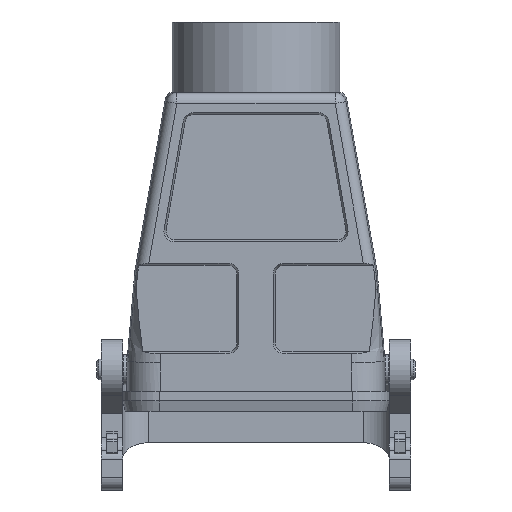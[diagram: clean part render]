
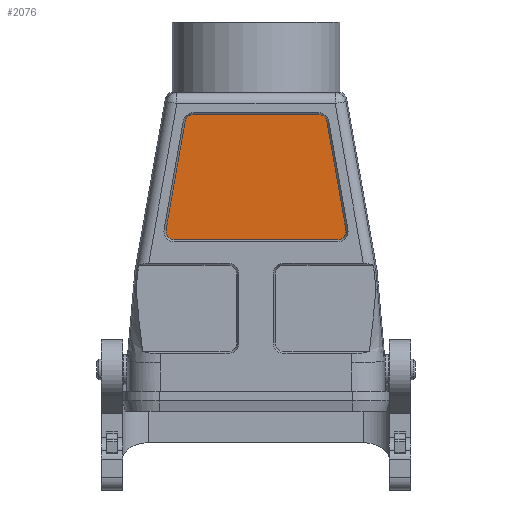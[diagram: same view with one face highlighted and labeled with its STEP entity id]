
A CAD part, front view. The second image highlights one B-rep face of the part: STEP entity #2076.
In plain terms, the highlighted planar face has unit normal (0, -1, 0).
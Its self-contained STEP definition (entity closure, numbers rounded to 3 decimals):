
#1602=CIRCLE('',#9597,1.945);
#1603=CIRCLE('',#9598,1.945);
#1604=CIRCLE('',#9599,1.945);
#1605=CIRCLE('',#9600,1.945);
#1785=PLANE('',#9601);
#2076=ADVANCED_FACE('',(#2634),#1785,.T.);
#2634=FACE_OUTER_BOUND('',#3053,.T.);
#3053=EDGE_LOOP('',(#4049,#4050,#4051,#4052,#4053,#4054,#4055,#4056));
#4049=ORIENTED_EDGE('',*,*,#6997,.T.);
#4050=ORIENTED_EDGE('',*,*,#6998,.F.);
#4051=ORIENTED_EDGE('',*,*,#6999,.F.);
#4052=ORIENTED_EDGE('',*,*,#7000,.F.);
#4053=ORIENTED_EDGE('',*,*,#7001,.F.);
#4054=ORIENTED_EDGE('',*,*,#7002,.F.);
#4055=ORIENTED_EDGE('',*,*,#7003,.T.);
#4056=ORIENTED_EDGE('',*,*,#7004,.T.);
#6217=VERTEX_POINT('',#13292);
#6218=VERTEX_POINT('',#13293);
#6219=VERTEX_POINT('',#13295);
#6220=VERTEX_POINT('',#13297);
#6221=VERTEX_POINT('',#13299);
#6222=VERTEX_POINT('',#13301);
#6223=VERTEX_POINT('',#13303);
#6224=VERTEX_POINT('',#13305);
#6997=EDGE_CURVE('',#6217,#6218,#7983,.T.);
#6998=EDGE_CURVE('',#6219,#6218,#1602,.T.);
#6999=EDGE_CURVE('',#6220,#6219,#7984,.T.);
#7000=EDGE_CURVE('',#6221,#6220,#1603,.T.);
#7001=EDGE_CURVE('',#6222,#6221,#7985,.T.);
#7002=EDGE_CURVE('',#6223,#6222,#1604,.T.);
#7003=EDGE_CURVE('',#6223,#6224,#7986,.T.);
#7004=EDGE_CURVE('',#6224,#6217,#1605,.T.);
#7983=LINE('',#13291,#8688);
#7984=LINE('',#13296,#8689);
#7985=LINE('',#13300,#8690);
#7986=LINE('',#13304,#8691);
#8688=VECTOR('',#10647,1.);
#8689=VECTOR('',#10650,1.);
#8690=VECTOR('',#10653,1.);
#8691=VECTOR('',#10656,1.);
#9597=AXIS2_PLACEMENT_3D('',#13294,#10648,#10649);
#9598=AXIS2_PLACEMENT_3D('',#13298,#10651,#10652);
#9599=AXIS2_PLACEMENT_3D('',#13302,#10654,#10655);
#9600=AXIS2_PLACEMENT_3D('',#13306,#10657,#10658);
#9601=AXIS2_PLACEMENT_3D('',#13307,#10659,#10660);
#10647=DIRECTION('',(1.,0.,0.));
#10648=DIRECTION('',(0.,1.,0.));
#10649=DIRECTION('',(0.,0.,-1.));
#10650=DIRECTION('',(0.174,0.,-0.985));
#10651=DIRECTION('',(0.,1.,0.));
#10652=DIRECTION('',(0.,0.,-1.));
#10653=DIRECTION('',(1.,0.,0.));
#10654=DIRECTION('',(0.,1.,0.));
#10655=DIRECTION('',(0.,0.,-1.));
#10656=DIRECTION('',(-0.174,0.,-0.985));
#10657=DIRECTION('',(0.,-1.,0.));
#10658=DIRECTION('',(0.,0.,-1.));
#10659=DIRECTION('',(0.,-1.,0.));
#10660=DIRECTION('',(0.,0.,1.));
#13291=CARTESIAN_POINT('',(-19.004,-20.25,28.305));
#13292=CARTESIAN_POINT('',(-19.004,-20.25,28.305));
#13293=CARTESIAN_POINT('',(19.004,-20.25,28.305));
#13294=CARTESIAN_POINT('',(19.004,-20.25,30.25));
#13295=CARTESIAN_POINT('',(20.92,-20.25,30.588));
#13296=CARTESIAN_POINT('',(19.774,-20.25,37.088));
#13297=CARTESIAN_POINT('',(16.476,-20.25,55.788));
#13298=CARTESIAN_POINT('',(14.561,-20.25,55.45));
#13299=CARTESIAN_POINT('',(14.561,-20.25,57.395));
#13300=CARTESIAN_POINT('',(-19.004,-20.25,57.395));
#13301=CARTESIAN_POINT('',(-14.561,-20.25,57.395));
#13302=CARTESIAN_POINT('',(-14.561,-20.25,55.45));
#13303=CARTESIAN_POINT('',(-16.476,-20.25,55.788));
#13304=CARTESIAN_POINT('',(-21.33,-20.25,28.26));
#13305=CARTESIAN_POINT('',(-20.92,-20.25,30.588));
#13306=CARTESIAN_POINT('',(-19.004,-20.25,30.25));
#13307=CARTESIAN_POINT('',(-19.004,-20.25,30.25));
